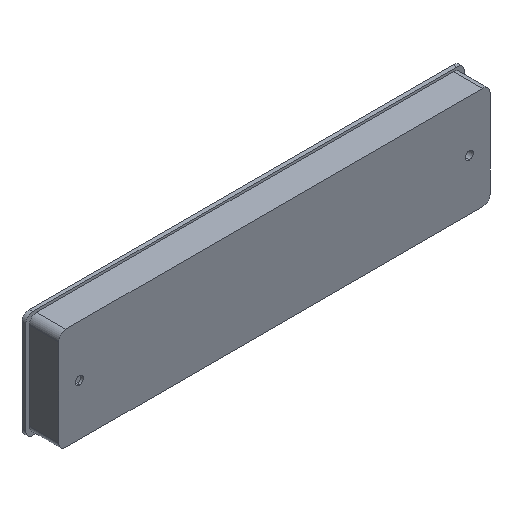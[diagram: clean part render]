
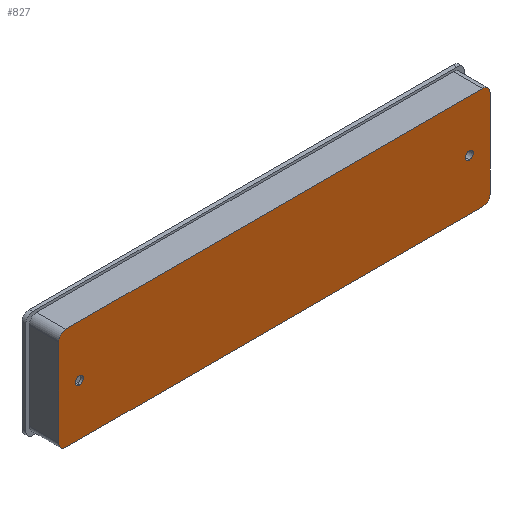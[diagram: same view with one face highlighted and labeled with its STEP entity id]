
A CAD part, isometric view. The second image highlights one B-rep face of the part: STEP entity #827.
In plain terms, the highlighted planar face has unit normal (0, -1, 0).
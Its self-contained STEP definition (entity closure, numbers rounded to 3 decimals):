
#6 = VECTOR ( 'NONE', #957, 1000. ) ;
#36 = DIRECTION ( 'NONE',  ( 0., 0., -1. ) ) ;
#39 = AXIS2_PLACEMENT_3D ( 'NONE', #1467, #1613, #226 ) ;
#43 = CARTESIAN_POINT ( 'NONE',  ( -85.5, 0., -18. ) ) ;
#47 = EDGE_CURVE ( 'NONE', #342, #898, #417, .T. ) ;
#53 = DIRECTION ( 'NONE',  ( 0., -1., 0. ) ) ;
#67 = ORIENTED_EDGE ( 'NONE', *, *, #47, .F. ) ;
#75 = LINE ( 'NONE', #320, #1745 ) ;
#78 = ORIENTED_EDGE ( 'NONE', *, *, #330, .T. ) ;
#122 = VERTEX_POINT ( 'NONE', #1054 ) ;
#135 = CARTESIAN_POINT ( 'NONE',  ( 88.5, 0., 18. ) ) ;
#143 = CARTESIAN_POINT ( 'NONE',  ( 88.5, 0., -21. ) ) ;
#152 = CARTESIAN_POINT ( 'NONE',  ( -88.5, 0., 18. ) ) ;
#167 = VECTOR ( 'NONE', #213, 1000. ) ;
#177 = CARTESIAN_POINT ( 'NONE',  ( 0., 0., 0. ) ) ;
#200 = CIRCLE ( 'NONE', #897, 1.65 ) ;
#213 = DIRECTION ( 'NONE',  ( 0., 0., 1. ) ) ;
#217 = CARTESIAN_POINT ( 'NONE',  ( -85.5, 0., 21. ) ) ;
#219 = ORIENTED_EDGE ( 'NONE', *, *, #844, .F. ) ;
#226 = DIRECTION ( 'NONE',  ( 0., 0., 1. ) ) ;
#235 = DIRECTION ( 'NONE',  ( 0., 0., -1. ) ) ;
#280 = ORIENTED_EDGE ( 'NONE', *, *, #1524, .F. ) ;
#303 = CARTESIAN_POINT ( 'NONE',  ( 85.5, 0., 21. ) ) ;
#320 = CARTESIAN_POINT ( 'NONE',  ( -88.5, 0., -21. ) ) ;
#330 = EDGE_CURVE ( 'NONE', #1362, #898, #1053, .T. ) ;
#338 = DIRECTION ( 'NONE',  ( 0., 0., 1. ) ) ;
#339 = AXIS2_PLACEMENT_3D ( 'NONE', #354, #1617, #381 ) ;
#342 = VERTEX_POINT ( 'NONE', #217 ) ;
#354 = CARTESIAN_POINT ( 'NONE',  ( -85.5, 0., 18. ) ) ;
#376 = DIRECTION ( 'NONE',  ( 0., -1., 0. ) ) ;
#381 = DIRECTION ( 'NONE',  ( 0., 0., 1. ) ) ;
#383 = CIRCLE ( 'NONE', #1540, 1.65 ) ;
#395 = EDGE_CURVE ( 'NONE', #122, #1713, #971, .T. ) ;
#417 = LINE ( 'NONE', #1369, #1405 ) ;
#423 = VERTEX_POINT ( 'NONE', #1420 ) ;
#425 = CARTESIAN_POINT ( 'NONE',  ( -80., 0., 1.65 ) ) ;
#447 = EDGE_CURVE ( 'NONE', #1713, #1776, #75, .T. ) ;
#451 = CARTESIAN_POINT ( 'NONE',  ( 85.5, 0., -21. ) ) ;
#459 = CARTESIAN_POINT ( 'NONE',  ( 80., 0., 0. ) ) ;
#480 = AXIS2_PLACEMENT_3D ( 'NONE', #1276, #1294, #36 ) ;
#504 = EDGE_CURVE ( 'NONE', #1776, #1078, #1072, .T. ) ;
#530 = ORIENTED_EDGE ( 'NONE', *, *, #1487, .F. ) ;
#550 = CIRCLE ( 'NONE', #480, 1.65 ) ;
#559 = ORIENTED_EDGE ( 'NONE', *, *, #504, .T. ) ;
#601 = CARTESIAN_POINT ( 'NONE',  ( -85.5, 0., -21. ) ) ;
#618 = DIRECTION ( 'NONE',  ( 0., -1., 0. ) ) ;
#715 = AXIS2_PLACEMENT_3D ( 'NONE', #177, #733, #1281 ) ;
#733 = DIRECTION ( 'NONE',  ( 0., 1., 0. ) ) ;
#743 = VERTEX_POINT ( 'NONE', #152 ) ;
#757 = AXIS2_PLACEMENT_3D ( 'NONE', #884, #1034, #338 ) ;
#786 = CARTESIAN_POINT ( 'NONE',  ( 88.5, 0., -18. ) ) ;
#827 = ADVANCED_FACE ( 'NONE', ( #1273, #1137, #1003 ), #866, .F. ) ;
#844 = EDGE_CURVE ( 'NONE', #1309, #1593, #550, .T. ) ;
#852 = EDGE_CURVE ( 'NONE', #423, #1213, #855, .T. ) ;
#855 = CIRCLE ( 'NONE', #941, 1.65 ) ;
#866 = PLANE ( 'NONE',  #715 ) ;
#869 = DIRECTION ( 'NONE',  ( 1., 0., 0. ) ) ;
#884 = CARTESIAN_POINT ( 'NONE',  ( 85.5, 0., -18. ) ) ;
#897 = AXIS2_PLACEMENT_3D ( 'NONE', #1574, #376, #235 ) ;
#898 = VERTEX_POINT ( 'NONE', #303 ) ;
#907 = DIRECTION ( 'NONE',  ( 0., 0., 1. ) ) ;
#914 = EDGE_LOOP ( 'NONE', ( #280, #219 ) ) ;
#936 = ORIENTED_EDGE ( 'NONE', *, *, #1325, .T. ) ;
#941 = AXIS2_PLACEMENT_3D ( 'NONE', #459, #53, #1422 ) ;
#957 = DIRECTION ( 'NONE',  ( 0., 0., 1. ) ) ;
#971 = CIRCLE ( 'NONE', #1136, 3. ) ;
#977 = CARTESIAN_POINT ( 'NONE',  ( 80., 0., 1.65 ) ) ;
#1003 = FACE_OUTER_BOUND ( 'NONE', #1226, .T. ) ;
#1008 = ORIENTED_EDGE ( 'NONE', *, *, #395, .T. ) ;
#1025 = EDGE_CURVE ( 'NONE', #122, #743, #1455, .T. ) ;
#1029 = CARTESIAN_POINT ( 'NONE',  ( -80., 0., 0. ) ) ;
#1034 = DIRECTION ( 'NONE',  ( 0., -1., 0. ) ) ;
#1053 = CIRCLE ( 'NONE', #39, 3. ) ;
#1054 = CARTESIAN_POINT ( 'NONE',  ( -88.5, 0., -18. ) ) ;
#1066 = ORIENTED_EDGE ( 'NONE', *, *, #1110, .T. ) ;
#1072 = CIRCLE ( 'NONE', #757, 3. ) ;
#1078 = VERTEX_POINT ( 'NONE', #786 ) ;
#1081 = DIRECTION ( 'NONE',  ( 1., 0., 0. ) ) ;
#1110 = EDGE_CURVE ( 'NONE', #342, #743, #1121, .T. ) ;
#1121 = CIRCLE ( 'NONE', #339, 3. ) ;
#1136 = AXIS2_PLACEMENT_3D ( 'NONE', #43, #1461, #907 ) ;
#1137 = FACE_BOUND ( 'NONE', #914, .T. ) ;
#1144 = ORIENTED_EDGE ( 'NONE', *, *, #447, .T. ) ;
#1189 = EDGE_LOOP ( 'NONE', ( #1314, #530 ) ) ;
#1213 = VERTEX_POINT ( 'NONE', #977 ) ;
#1226 = EDGE_LOOP ( 'NONE', ( #1144, #559, #936, #78, #67, #1066, #1770, #1008 ) ) ;
#1273 = FACE_BOUND ( 'NONE', #1189, .T. ) ;
#1276 = CARTESIAN_POINT ( 'NONE',  ( -80., 0., 0. ) ) ;
#1281 = DIRECTION ( 'NONE',  ( 0., 0., 1. ) ) ;
#1294 = DIRECTION ( 'NONE',  ( 0., -1., 0. ) ) ;
#1309 = VERTEX_POINT ( 'NONE', #425 ) ;
#1314 = ORIENTED_EDGE ( 'NONE', *, *, #852, .F. ) ;
#1325 = EDGE_CURVE ( 'NONE', #1078, #1362, #1787, .T. ) ;
#1339 = DIRECTION ( 'NONE',  ( 0., 0., -1. ) ) ;
#1362 = VERTEX_POINT ( 'NONE', #135 ) ;
#1369 = CARTESIAN_POINT ( 'NONE',  ( -88.5, 0., 21. ) ) ;
#1405 = VECTOR ( 'NONE', #1081, 1000. ) ;
#1420 = CARTESIAN_POINT ( 'NONE',  ( 80., 0., -1.65 ) ) ;
#1422 = DIRECTION ( 'NONE',  ( 0., 0., -1. ) ) ;
#1455 = LINE ( 'NONE', #1746, #167 ) ;
#1457 = CARTESIAN_POINT ( 'NONE',  ( -80., 0., -1.65 ) ) ;
#1461 = DIRECTION ( 'NONE',  ( 0., -1., 0. ) ) ;
#1467 = CARTESIAN_POINT ( 'NONE',  ( 85.5, 0., 18. ) ) ;
#1487 = EDGE_CURVE ( 'NONE', #1213, #423, #200, .T. ) ;
#1524 = EDGE_CURVE ( 'NONE', #1593, #1309, #383, .T. ) ;
#1540 = AXIS2_PLACEMENT_3D ( 'NONE', #1029, #618, #1339 ) ;
#1574 = CARTESIAN_POINT ( 'NONE',  ( 80., 0., 0. ) ) ;
#1593 = VERTEX_POINT ( 'NONE', #1457 ) ;
#1613 = DIRECTION ( 'NONE',  ( 0., -1., 0. ) ) ;
#1617 = DIRECTION ( 'NONE',  ( 0., -1., 0. ) ) ;
#1713 = VERTEX_POINT ( 'NONE', #601 ) ;
#1745 = VECTOR ( 'NONE', #869, 1000. ) ;
#1746 = CARTESIAN_POINT ( 'NONE',  ( -88.5, 0., -21. ) ) ;
#1770 = ORIENTED_EDGE ( 'NONE', *, *, #1025, .F. ) ;
#1776 = VERTEX_POINT ( 'NONE', #451 ) ;
#1787 = LINE ( 'NONE', #143, #6 ) ;
